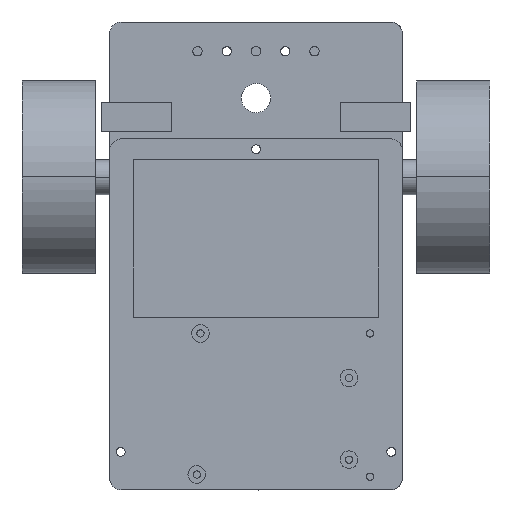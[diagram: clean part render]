
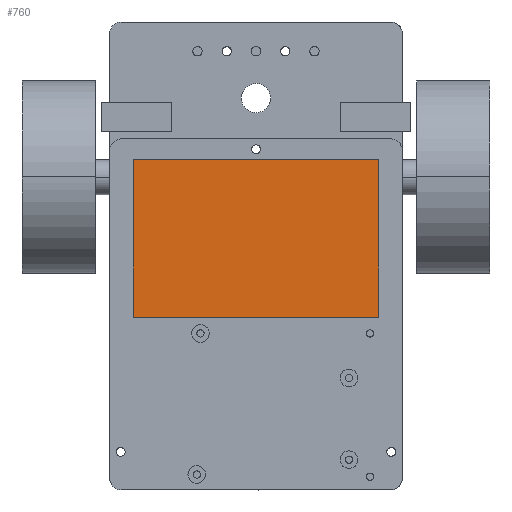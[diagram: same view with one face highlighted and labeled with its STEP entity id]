
A CAD part, top view. The second image highlights one B-rep face of the part: STEP entity #760.
In plain terms, the highlighted planar face has unit normal (0, 0, 1).
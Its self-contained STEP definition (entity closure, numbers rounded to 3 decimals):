
#264=B_SPLINE_CURVE_WITH_KNOTS('',1,(#11784,#11785),.UNSPECIFIED.,.F.,.F.,
(2,2),(0.,54.),.UNSPECIFIED.);
#268=B_SPLINE_CURVE_WITH_KNOTS('',1,(#11792,#11793),.UNSPECIFIED.,.F.,.F.,
(2,2),(54.,138.),.UNSPECIFIED.);
#271=B_SPLINE_CURVE_WITH_KNOTS('',1,(#11798,#11799),.UNSPECIFIED.,.F.,.F.,
(2,2),(138.,192.),.UNSPECIFIED.);
#273=B_SPLINE_CURVE_WITH_KNOTS('',1,(#11802,#11803),.UNSPECIFIED.,.F.,.F.,
(2,2),(192.,276.),.UNSPECIFIED.);
#760=ADVANCED_FACE('',(#1162),#6211,.T.);
#1162=FACE_OUTER_BOUND('',#1670,.T.);
#1670=EDGE_LOOP('',(#3319,#3320,#3321,#3322));
#3319=ORIENTED_EDGE('',*,*,#4339,.T.);
#3320=ORIENTED_EDGE('',*,*,#4343,.T.);
#3321=ORIENTED_EDGE('',*,*,#4346,.T.);
#3322=ORIENTED_EDGE('',*,*,#4348,.T.);
#4339=EDGE_CURVE('',#5755,#5754,#264,.T.);
#4343=EDGE_CURVE('',#5754,#5757,#268,.T.);
#4346=EDGE_CURVE('',#5757,#5759,#271,.T.);
#4348=EDGE_CURVE('',#5759,#5755,#273,.T.);
#5754=VERTEX_POINT('',#11774);
#5755=VERTEX_POINT('',#11775);
#5757=VERTEX_POINT('',#11777);
#5759=VERTEX_POINT('',#11779);
#6211=PLANE('',#6371);
#6371=AXIS2_PLACEMENT_3D('',#11771,#6514,$);
#6514=DIRECTION('',(0.,0.,1.));
#11771=CARTESIAN_POINT('',(-41.965,-21.,64.));
#11774=CARTESIAN_POINT('',(42.035,33.,64.));
#11775=CARTESIAN_POINT('',(42.035,-21.,64.));
#11777=CARTESIAN_POINT('',(-41.965,33.,64.));
#11779=CARTESIAN_POINT('',(-41.965,-21.,64.));
#11784=CARTESIAN_POINT('',(42.035,-21.,64.));
#11785=CARTESIAN_POINT('',(42.035,33.,64.));
#11792=CARTESIAN_POINT('',(42.035,33.,64.));
#11793=CARTESIAN_POINT('',(-41.965,33.,64.));
#11798=CARTESIAN_POINT('',(-41.965,33.,64.));
#11799=CARTESIAN_POINT('',(-41.965,-21.,64.));
#11802=CARTESIAN_POINT('',(-41.965,-21.,64.));
#11803=CARTESIAN_POINT('',(42.035,-21.,64.));
